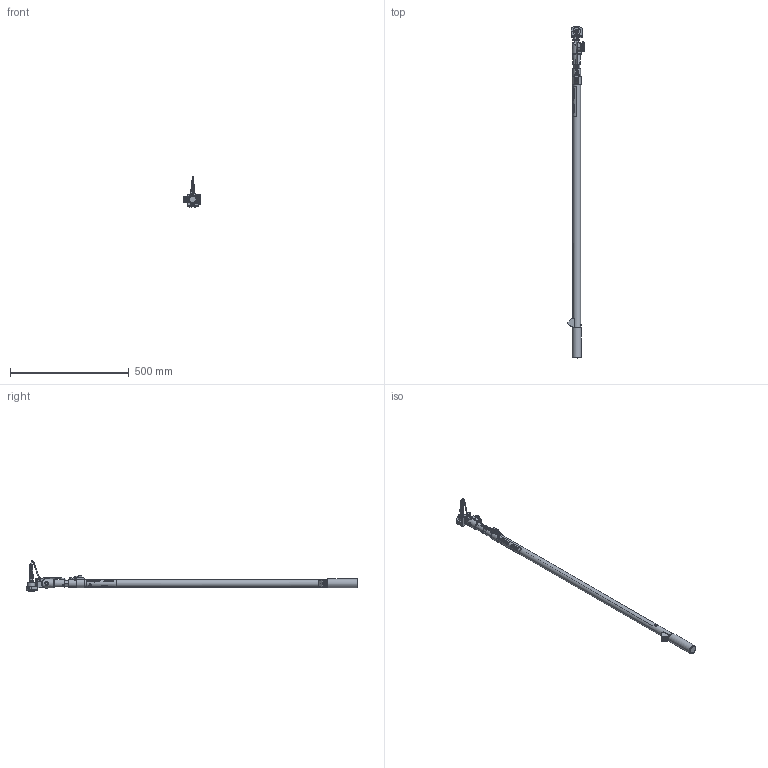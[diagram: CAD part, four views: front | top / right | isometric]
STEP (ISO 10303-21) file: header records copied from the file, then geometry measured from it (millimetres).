
FILE_DESCRIPTION(/* description */ (''),/* implementation_level */ '2;1');
FILE_NAME(/* name */ 'VN1000-XC.stp',/* time_stamp */ '2024-04-25T16:25:17-04:00',/* author */ ('cthayer'),/* organization */ (''),/* preprocessor_version */ 'ST-DEVELOPER v19',/* originating_system */ 'Autodesk Inventor 2023',/* authorisation */ '');
FILE_SCHEMA (('AUTOMOTIVE_DESIGN { 1 0 10303 214 3 1 1 }'));
Products named in the file (35): VIBE_POLE_IMI; EPN13514; ACP50533; ACP50532; EPN13533 v3; ACP32107; ACP50530; EPN13550; EPN13544; EPN13545; C640; CBP11172; CBP11171; CBP10663; CBP10163; CBP11173; IMITRIAX; MSP10125; CBP11145; 92196A148_18-8 Stainless Steel Socket Head Screw; CBP10534; VIBE_POLE_IMI.Harness1; VIBE_POLE_IMI.Harness1_1; LBP10101; EPN13552; Wooden tube; grip; telescoping length part; Aluminum hex insert; 91772A145_Passivated 18-8 Stainless Steel Pan Head Phillips Screw; extension lever; white stopper insert; spring; CBP10576; CBP10399
Assembly tree (45 placements, depth 3):
  VIBE_POLE_IMI
    EPN13514
    ACP50533
    ACP50532
    91772A145_Passivated 18-8 Stainless Steel Pan Head Phillips Screw  x2
    EPN13533 v3
    ACP32107
    ACP50530
    EPN13550
    CBP10576
    IMITRIAX
    EPN13544
    EPN13545
    C640
      CBP11172
      CBP11171
      CBP10663
      CBP10163
      CBP11173  x5
      IMITRIAX
      MSP10125
      CBP11145
    92196A148_18-8 Stainless Steel Socket Head Screw  x2
    CBP10534
    VIBE_POLE_IMI.Harness1
      VIBE_POLE_IMI.Harness1_1
    LBP10101
    EPN13552
      Wooden tube
      grip
      telescoping length part
      Aluminum hex insert
      91772A145_Passivated 18-8 Stainless Steel Pan Head Phillips Screw  x2
      extension lever
      white stopper insert  x2
      spring
      CBP10576
    CBP10399
Bounding box: 69.95 x 1399.48 x 128.39 mm (x, y, z)
Volume: 682279.5 mm3; surface area: 585055 mm2
Topology: 126 solids, 127 shells, 5782 faces, 14820 edges, 9433 vertices
Faces by surface type: plane 2307, bspline 1421, cylinder 1294, torus 301, cone 287, sphere 172
Full cylindrical faces by diameter (mm): 0.127 x24, 0.762 x10, 1 x2, 1.206 x2, 1.27 x6, 1.295 x5, 1.3 x2, 1.473 x5, 1.5 x5, 1.62 x10, 2.007 x10, 2.1 x2, 2.2 x5, 2.286 x5, 2.388 x5, 2.474 x88, 2.6 x2, 2.642 x1, 3.175 x4, 3.2 x2, 3.302 x4, 3.505 x90, 3.664 x2, 3.81 x3, 3.886 x5, 4.394 x2, 4.7 x34, 5.08 x6, 5.232 x2, 6.096 x2
Entity records: 246518 total; most frequent: CARTESIAN_POINT 126284, ORIENTED_EDGE 26146, DIRECTION 20273, EDGE_CURVE 13074, VERTEX_POINT 8413, AXIS2_PLACEMENT_3D 7231, LINE 5811, VECTOR 5811
